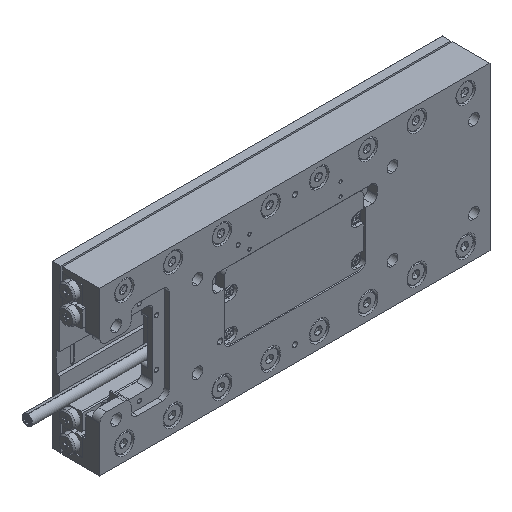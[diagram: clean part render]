
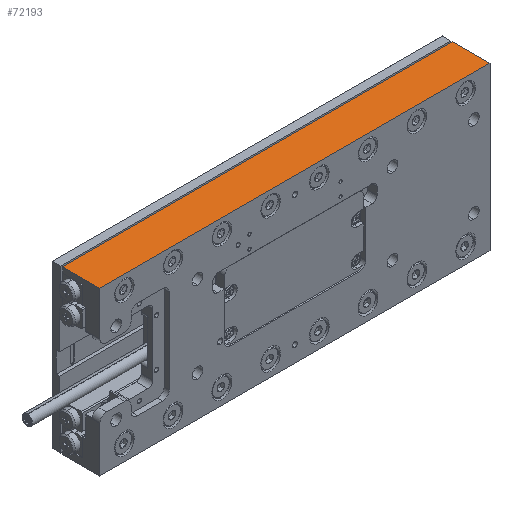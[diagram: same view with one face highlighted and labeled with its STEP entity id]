
A CAD part, isometric view. The second image highlights one B-rep face of the part: STEP entity #72193.
In plain terms, the highlighted planar face has unit normal (0, 0, 1).
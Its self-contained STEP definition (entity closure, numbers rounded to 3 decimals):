
#255 = EDGE_LOOP ( 'NONE', ( #43831, #27436, #77443, #62659 ) ) ;
#4887 = EDGE_CURVE ( 'NONE', #59799, #20529, #30932, .T. ) ;
#5482 = CARTESIAN_POINT ( 'NONE',  ( 60., 0., 25. ) ) ;
#6627 = DIRECTION ( 'NONE',  ( 1., 0., 0. ) ) ;
#10435 = CARTESIAN_POINT ( 'NONE',  ( -66.357, 11.5, 25. ) ) ;
#11737 = LINE ( 'NONE', #71567, #69435 ) ;
#11883 = VECTOR ( 'NONE', #58468, 1000. ) ;
#12067 = DIRECTION ( 'NONE',  ( 0., -1., 0. ) ) ;
#14729 = EDGE_CURVE ( 'NONE', #59799, #44141, #46247, .T. ) ;
#17097 = CARTESIAN_POINT ( 'NONE',  ( -60., 5.5, 25. ) ) ;
#18694 = VERTEX_POINT ( 'NONE', #5482 ) ;
#20529 = VERTEX_POINT ( 'NONE', #23440 ) ;
#23440 = CARTESIAN_POINT ( 'NONE',  ( -60., 0., 25. ) ) ;
#24864 = VECTOR ( 'NONE', #56563, 1000. ) ;
#26254 = CARTESIAN_POINT ( 'NONE',  ( -60., 11.5, 25. ) ) ;
#27436 = ORIENTED_EDGE ( 'NONE', *, *, #33969, .F. ) ;
#30932 = LINE ( 'NONE', #71909, #76743 ) ;
#33969 = EDGE_CURVE ( 'NONE', #44141, #18694, #46287, .T. ) ;
#40347 = CARTESIAN_POINT ( 'NONE',  ( 60., 5.5, 25. ) ) ;
#43831 = ORIENTED_EDGE ( 'NONE', *, *, #59075, .T. ) ;
#44141 = VERTEX_POINT ( 'NONE', #56149 ) ;
#46247 = LINE ( 'NONE', #10435, #11883 ) ;
#46287 = LINE ( 'NONE', #40347, #24864 ) ;
#47799 = FACE_OUTER_BOUND ( 'NONE', #255, .T. ) ;
#48766 = AXIS2_PLACEMENT_3D ( 'NONE', #17097, #53337, #59628 ) ;
#53337 = DIRECTION ( 'NONE',  ( 0., 0., -1. ) ) ;
#56149 = CARTESIAN_POINT ( 'NONE',  ( 60., 11.5, 25. ) ) ;
#56563 = DIRECTION ( 'NONE',  ( 0., -1., 0. ) ) ;
#58468 = DIRECTION ( 'NONE',  ( 1., 0., 0. ) ) ;
#59075 = EDGE_CURVE ( 'NONE', #20529, #18694, #11737, .T. ) ;
#59628 = DIRECTION ( 'NONE',  ( -1., 0., 0. ) ) ;
#59799 = VERTEX_POINT ( 'NONE', #26254 ) ;
#62659 = ORIENTED_EDGE ( 'NONE', *, *, #4887, .T. ) ;
#69435 = VECTOR ( 'NONE', #6627, 1000. ) ;
#70239 = PLANE ( 'NONE',  #48766 ) ;
#71567 = CARTESIAN_POINT ( 'NONE',  ( -60., 0., 25. ) ) ;
#71909 = CARTESIAN_POINT ( 'NONE',  ( -60., 5.5, 25. ) ) ;
#72193 = ADVANCED_FACE ( 'NONE', ( #47799 ), #70239, .F. ) ;
#76743 = VECTOR ( 'NONE', #12067, 1000. ) ;
#77443 = ORIENTED_EDGE ( 'NONE', *, *, #14729, .F. ) ;
